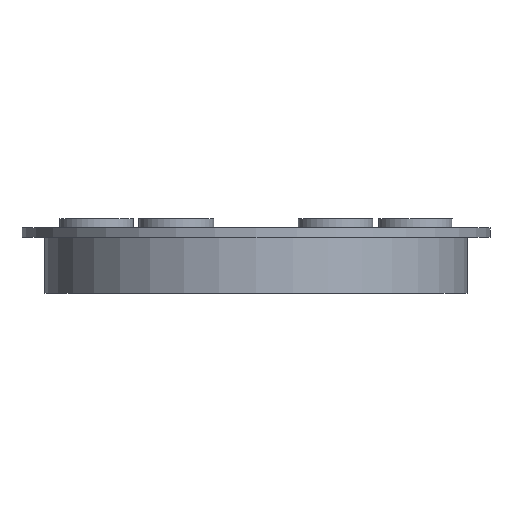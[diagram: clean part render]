
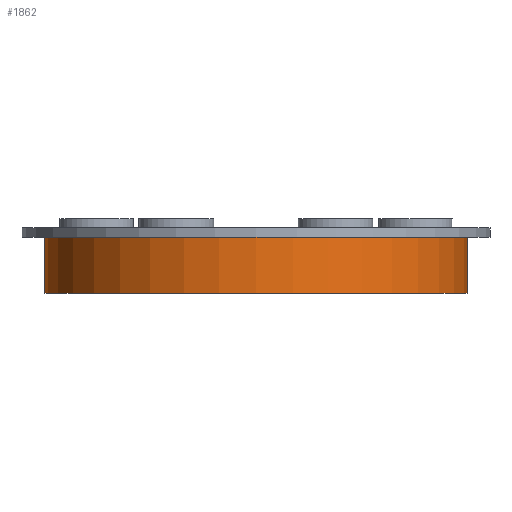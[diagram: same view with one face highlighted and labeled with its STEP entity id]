
A CAD part, front view. The second image highlights one B-rep face of the part: STEP entity #1862.
In plain terms, the highlighted cylindrical face has radius 22.55 mm (diameter 45.1 mm), a partial arc.
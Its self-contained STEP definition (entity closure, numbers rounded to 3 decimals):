
#90 = EDGE_CURVE ( 'NONE', #261, #1775, #1994, .T. ) ;
#94 = ORIENTED_EDGE ( 'NONE', *, *, #2335, .T. ) ;
#261 = VERTEX_POINT ( 'NONE', #2806 ) ;
#290 = EDGE_CURVE ( 'NONE', #653, #661, #983, .T. ) ;
#505 = VECTOR ( 'NONE', #2312, 1000. ) ;
#575 = AXIS2_PLACEMENT_3D ( 'NONE', #2544, #3946, #3281 ) ;
#607 = CARTESIAN_POINT ( 'NONE',  ( -22.55, 0., -29. ) ) ;
#653 = VERTEX_POINT ( 'NONE', #607 ) ;
#661 = VERTEX_POINT ( 'NONE', #3689 ) ;
#676 = EDGE_CURVE ( 'NONE', #661, #1775, #2350, .T. ) ;
#921 = CARTESIAN_POINT ( 'NONE',  ( -22.55, 0., -29. ) ) ;
#983 = LINE ( 'NONE', #921, #1290 ) ;
#1075 = CYLINDRICAL_SURFACE ( 'NONE', #2305, 22.55 ) ;
#1215 = CARTESIAN_POINT ( 'NONE',  ( 0., 0., -23. ) ) ;
#1290 = VECTOR ( 'NONE', #2180, 1000. ) ;
#1355 = FACE_OUTER_BOUND ( 'NONE', #2259, .T. ) ;
#1559 = DIRECTION ( 'NONE',  ( 0., 0., 1. ) ) ;
#1649 = AXIS2_PLACEMENT_3D ( 'NONE', #1215, #1559, #3388 ) ;
#1661 = ORIENTED_EDGE ( 'NONE', *, *, #90, .T. ) ;
#1698 = DIRECTION ( 'NONE',  ( 0., 0., 1. ) ) ;
#1775 = VERTEX_POINT ( 'NONE', #2189 ) ;
#1862 = ADVANCED_FACE ( 'NONE', ( #1355 ), #1075, .T. ) ;
#1994 = LINE ( 'NONE', #3219, #505 ) ;
#2180 = DIRECTION ( 'NONE',  ( 0., 0., 1. ) ) ;
#2189 = CARTESIAN_POINT ( 'NONE',  ( 22.55, 0., -23. ) ) ;
#2259 = EDGE_LOOP ( 'NONE', ( #2349, #94, #1661, #3272 ) ) ;
#2305 = AXIS2_PLACEMENT_3D ( 'NONE', #2574, #1698, #3267 ) ;
#2312 = DIRECTION ( 'NONE',  ( 0., 0., 1. ) ) ;
#2335 = EDGE_CURVE ( 'NONE', #653, #261, #3769, .T. ) ;
#2349 = ORIENTED_EDGE ( 'NONE', *, *, #290, .F. ) ;
#2350 = CIRCLE ( 'NONE', #1649, 22.55 ) ;
#2544 = CARTESIAN_POINT ( 'NONE',  ( 0., 0., -29. ) ) ;
#2574 = CARTESIAN_POINT ( 'NONE',  ( 0., 0., -29. ) ) ;
#2806 = CARTESIAN_POINT ( 'NONE',  ( 22.55, 0., -29. ) ) ;
#3219 = CARTESIAN_POINT ( 'NONE',  ( 22.55, 0., -29. ) ) ;
#3267 = DIRECTION ( 'NONE',  ( 1., 0., 0. ) ) ;
#3272 = ORIENTED_EDGE ( 'NONE', *, *, #676, .F. ) ;
#3281 = DIRECTION ( 'NONE',  ( 1., 0., 0. ) ) ;
#3388 = DIRECTION ( 'NONE',  ( 1., 0., 0. ) ) ;
#3689 = CARTESIAN_POINT ( 'NONE',  ( -22.55, 0., -23. ) ) ;
#3769 = CIRCLE ( 'NONE', #575, 22.55 ) ;
#3946 = DIRECTION ( 'NONE',  ( 0., 0., 1. ) ) ;
